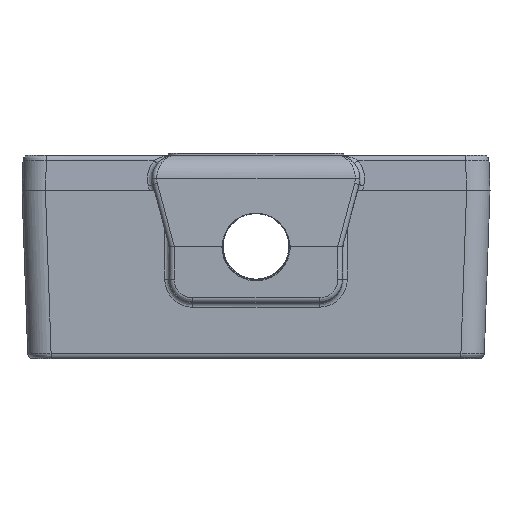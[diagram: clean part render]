
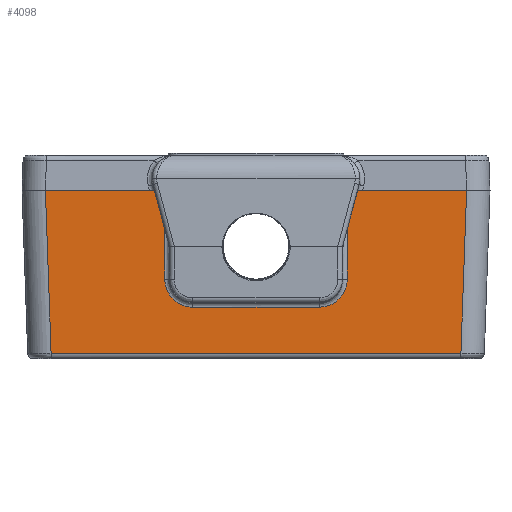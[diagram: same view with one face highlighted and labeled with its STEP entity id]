
A CAD part, left-side view. The second image highlights one B-rep face of the part: STEP entity #4098.
In plain terms, the highlighted planar face has unit normal (-1, 0, -0.018).
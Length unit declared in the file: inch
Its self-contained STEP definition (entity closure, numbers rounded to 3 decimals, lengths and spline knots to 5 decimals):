
#183 = CARTESIAN_POINT ( 'NONE',  ( -2.26603, -0.4836, -0.09132 ) ) ;
#688 = CARTESIAN_POINT ( 'NONE',  ( -2.26511, -0.45745, -0.14424 ) ) ;
#1084 = CARTESIAN_POINT ( 'NONE',  ( -2.275, 0.4875, 0.4225 ) ) ;
#2692 = CARTESIAN_POINT ( 'NONE',  ( -2.26462, 0.42968, -0.17202 ) ) ;
#2903 = ORIENTED_EDGE ( 'NONE', *, *, #53221, .F. ) ;
#3221 = ORIENTED_EDGE ( 'NONE', *, *, #62045, .F. ) ;
#3283 = VERTEX_POINT ( 'NONE', #90312 ) ;
#3678 = CARTESIAN_POINT ( 'NONE',  ( -2.25184, -1.07867, -0.90408 ) ) ;
#4098 = ADVANCED_FACE ( 'NONE', ( #86201 ), #55580, .F. ) ;
#4862 = VECTOR ( 'NONE', #78863, 39.37008 ) ;
#5916 = VERTEX_POINT ( 'NONE', #45181 ) ;
#6373 = CARTESIAN_POINT ( 'NONE',  ( -2.275, -1.375, 0.4225 ) ) ;
#6673 = ORIENTED_EDGE ( 'NONE', *, *, #68520, .F. ) ;
#7245 = CARTESIAN_POINT ( 'NONE',  ( -2.26672, 0.4875, -0.05206 ) ) ;
#7318 = CARTESIAN_POINT ( 'NONE',  ( -2.2641, -0.3375, -0.20206 ) ) ;
#7839 = CARTESIAN_POINT ( 'NONE',  ( -2.26672, -0.4875, -0.05206 ) ) ;
#7989 = ORIENTED_EDGE ( 'NONE', *, *, #70421, .F. ) ;
#8843 = CARTESIAN_POINT ( 'NONE',  ( -2.26443, 0.41305, -0.18314 ) ) ;
#9365 = CARTESIAN_POINT ( 'NONE',  ( -2.2654, 0.46861, -0.12763 ) ) ;
#9873 = CARTESIAN_POINT ( 'NONE',  ( -2.2641, 0.3375, -0.20206 ) ) ;
#11888 = ORIENTED_EDGE ( 'NONE', *, *, #27939, .F. ) ;
#12070 = LINE ( 'NONE', #68081, #40352 ) ;
#14581 = LINE ( 'NONE', #6373, #20747 ) ;
#16035 = CARTESIAN_POINT ( 'NONE',  ( -2.2598, -1.0946, -0.44802 ) ) ;
#16067 = VECTOR ( 'NONE', #81459, 39.37008 ) ;
#17367 = DIRECTION ( 'NONE',  ( 0.017, 0., -1. ) ) ;
#18394 = VECTOR ( 'NONE', #80356, 39.37008 ) ;
#18532 = EDGE_CURVE ( 'NONE', #62262, #49643, #86565, .T. ) ;
#20747 = VECTOR ( 'NONE', #37500, 39.37008 ) ;
#22952 = CARTESIAN_POINT ( 'NONE',  ( -2.275, -1.375, 0.4225 ) ) ;
#24536 = ORIENTED_EDGE ( 'NONE', *, *, #50423, .F. ) ;
#24677 = CARTESIAN_POINT ( 'NONE',  ( -2.2641, 0.35713, -0.20207 ) ) ;
#26842 = CARTESIAN_POINT ( 'NONE',  ( -2.25161, -0.4875, -0.91765 ) ) ;
#27939 = EDGE_CURVE ( 'NONE', #98981, #98539, #39726, .T. ) ;
#29427 = EDGE_LOOP ( 'NONE', ( #34940, #6673, #11888, #24536, #2903, #7989, #62738, #71282, #3221, #43765 ) ) ;
#30653 = DIRECTION ( 'NONE',  ( 0., -1., 0. ) ) ;
#30761 = VECTOR ( 'NONE', #32149, 39.37008 ) ;
#30885 = CARTESIAN_POINT ( 'NONE',  ( -2.26462, -0.42967, -0.17199 ) ) ;
#31871 = CARTESIAN_POINT ( 'NONE',  ( -2.26637, -0.4875, -0.0717 ) ) ;
#32006 = CARTESIAN_POINT ( 'NONE',  ( -2.275, 1.125, 0.4225 ) ) ;
#32149 = DIRECTION ( 'NONE',  ( 0., 1., 0. ) ) ;
#33142 = EDGE_CURVE ( 'NONE', #89301, #62262, #14581, .T. ) ;
#34294 = VERTEX_POINT ( 'NONE', #40514 ) ;
#34594 = CARTESIAN_POINT ( 'NONE',  ( -2.275, -1.125, 0.4225 ) ) ;
#34748 = VECTOR ( 'NONE', #58307, 39.37008 ) ;
#34940 = ORIENTED_EDGE ( 'NONE', *, *, #33142, .F. ) ;
#35362 = CARTESIAN_POINT ( 'NONE',  ( -2.25977, 1.0946, -0.44802 ) ) ;
#36399 = B_SPLINE_CURVE_WITH_KNOTS ( 'NONE', 3,
 ( #78695, #87869, #57268, #9365, #95560, #2692, #8843, #94566, #24677, #9873 ),
 .UNSPECIFIED., .F., .F.,
 ( 4, 2, 2, 2, 4 ),
 ( 0., 0.25, 0.5, 0.75, 1. ),
 .UNSPECIFIED. ) ;
#37500 = DIRECTION ( 'NONE',  ( 0., -1., 0. ) ) ;
#38463 = CARTESIAN_POINT ( 'NONE',  ( -2.26417, -0.37677, -0.19816 ) ) ;
#39726 = LINE ( 'NONE', #86627, #30761 ) ;
#40352 = VECTOR ( 'NONE', #75224, 39.37008 ) ;
#40514 = CARTESIAN_POINT ( 'NONE',  ( -2.275, -0.4875, 0.4225 ) ) ;
#43765 = ORIENTED_EDGE ( 'NONE', *, *, #18532, .F. ) ;
#44079 = VERTEX_POINT ( 'NONE', #92866 ) ;
#45181 = CARTESIAN_POINT ( 'NONE',  ( -2.2641, 0.3375, -0.20206 ) ) ;
#49643 = VERTEX_POINT ( 'NONE', #7245 ) ;
#50423 = EDGE_CURVE ( 'NONE', #92289, #98981, #66925, .T. ) ;
#51602 = B_SPLINE_CURVE_WITH_KNOTS ( 'NONE', 3,
 ( #7318, #62413, #38463, #77716, #30885, #688, #54741, #183, #31871, #7839 ),
 .UNSPECIFIED., .F., .F.,
 ( 4, 2, 2, 2, 4 ),
 ( 0., 0.25, 0.5, 0.75, 1. ),
 .UNSPECIFIED. ) ;
#53221 = EDGE_CURVE ( 'NONE', #34294, #92289, #55012, .T. ) ;
#54741 = CARTESIAN_POINT ( 'NONE',  ( -2.2654, -0.46858, -0.12761 ) ) ;
#55012 = LINE ( 'NONE', #22952, #69117 ) ;
#55580 = PLANE ( 'NONE',  #94879 ) ;
#57268 = CARTESIAN_POINT ( 'NONE',  ( -2.26603, 0.4836, -0.09133 ) ) ;
#58307 = DIRECTION ( 'NONE',  ( 0.017, 0.035, -0.999 ) ) ;
#62045 = EDGE_CURVE ( 'NONE', #49643, #5916, #36399, .T. ) ;
#62254 = CARTESIAN_POINT ( 'NONE',  ( -2.25161, -1.375, -0.91765 ) ) ;
#62262 = VERTEX_POINT ( 'NONE', #1084 ) ;
#62413 = CARTESIAN_POINT ( 'NONE',  ( -2.2641, -0.35714, -0.20203 ) ) ;
#62738 = ORIENTED_EDGE ( 'NONE', *, *, #89680, .F. ) ;
#63101 = LINE ( 'NONE', #94235, #4862 ) ;
#66149 = CARTESIAN_POINT ( 'NONE',  ( -2.25161, 0.4875, -0.91765 ) ) ;
#66925 = LINE ( 'NONE', #3678, #34748 ) ;
#68081 = CARTESIAN_POINT ( 'NONE',  ( -2.2641, -1.375, -0.20206 ) ) ;
#68520 = EDGE_CURVE ( 'NONE', #98539, #89301, #63101, .T. ) ;
#69117 = VECTOR ( 'NONE', #30653, 39.37008 ) ;
#70421 = EDGE_CURVE ( 'NONE', #3283, #34294, #73205, .T. ) ;
#71282 = ORIENTED_EDGE ( 'NONE', *, *, #93739, .F. ) ;
#73205 = LINE ( 'NONE', #26842, #18394 ) ;
#75224 = DIRECTION ( 'NONE',  ( 0., -1., 0. ) ) ;
#77716 = CARTESIAN_POINT ( 'NONE',  ( -2.26443, -0.41306, -0.18317 ) ) ;
#78695 = CARTESIAN_POINT ( 'NONE',  ( -2.26672, 0.4875, -0.05206 ) ) ;
#78863 = DIRECTION ( 'NONE',  ( -0.017, 0.035, 0.999 ) ) ;
#80356 = DIRECTION ( 'NONE',  ( -0.017, 0., 1. ) ) ;
#81459 = DIRECTION ( 'NONE',  ( 0.017, 0., -1. ) ) ;
#86201 = FACE_OUTER_BOUND ( 'NONE', #29427, .T. ) ;
#86565 = LINE ( 'NONE', #66149, #16067 ) ;
#86627 = CARTESIAN_POINT ( 'NONE',  ( -2.2598, -0.6875, -0.44802 ) ) ;
#87869 = CARTESIAN_POINT ( 'NONE',  ( -2.26637, 0.48746, -0.0717 ) ) ;
#89301 = VERTEX_POINT ( 'NONE', #32006 ) ;
#89680 = EDGE_CURVE ( 'NONE', #44079, #3283, #51602, .T. ) ;
#90312 = CARTESIAN_POINT ( 'NONE',  ( -2.26672, -0.4875, -0.05206 ) ) ;
#92289 = VERTEX_POINT ( 'NONE', #34594 ) ;
#92866 = CARTESIAN_POINT ( 'NONE',  ( -2.2641, -0.3375, -0.20206 ) ) ;
#93372 = DIRECTION ( 'NONE',  ( 1., 0., 0.017 ) ) ;
#93739 = EDGE_CURVE ( 'NONE', #5916, #44079, #12070, .T. ) ;
#94235 = CARTESIAN_POINT ( 'NONE',  ( -2.2598, 1.0946, -0.44802 ) ) ;
#94566 = CARTESIAN_POINT ( 'NONE',  ( -2.26417, 0.37676, -0.19816 ) ) ;
#94879 = AXIS2_PLACEMENT_3D ( 'NONE', #62254, #93372, #17367 ) ;
#95560 = CARTESIAN_POINT ( 'NONE',  ( -2.26511, 0.45743, -0.14423 ) ) ;
#98539 = VERTEX_POINT ( 'NONE', #35362 ) ;
#98981 = VERTEX_POINT ( 'NONE', #16035 ) ;
